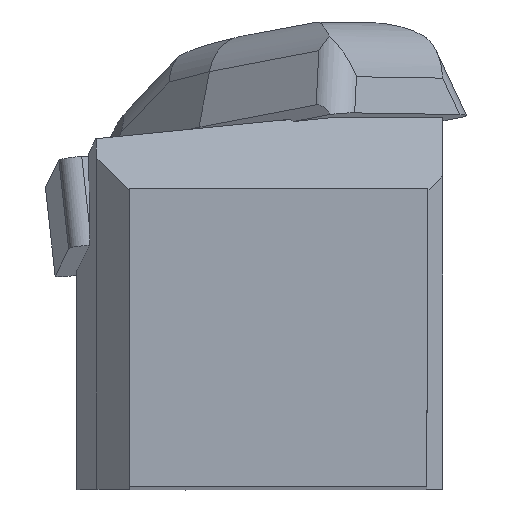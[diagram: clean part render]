
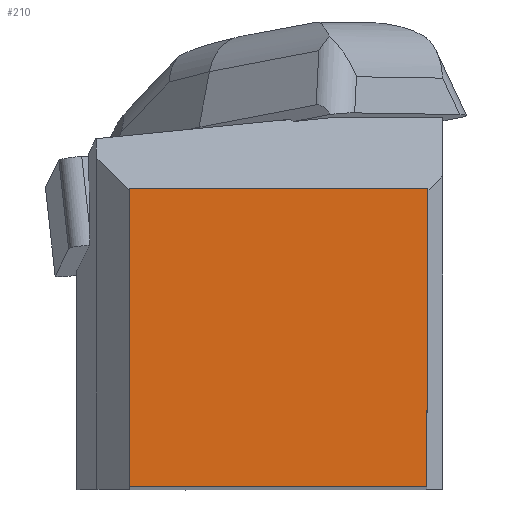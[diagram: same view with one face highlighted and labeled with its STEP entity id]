
A CAD part, top view. The second image highlights one B-rep face of the part: STEP entity #210.
In plain terms, the highlighted planar face has unit normal (0, 0, 1).
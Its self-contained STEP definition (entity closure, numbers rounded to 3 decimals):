
#147=FACE_OUTER_BOUND('',#603,.T.);
#210=ADVANCED_FACE('BLANK_BOXF006',(#147),#268,.F.);
#268=PLANE('',#1396);
#354=LINE('',#1962,#488);
#355=LINE('',#1965,#489);
#356=LINE('',#1967,#490);
#357=LINE('',#1969,#491);
#488=VECTOR('',#1590,1.);
#489=VECTOR('',#1591,1.);
#490=VECTOR('',#1592,1.);
#491=VECTOR('',#1593,1.);
#603=EDGE_LOOP('',(#747,#748,#749,#750));
#747=ORIENTED_EDGE('',*,*,#1174,.F.);
#748=ORIENTED_EDGE('',*,*,#1175,.F.);
#749=ORIENTED_EDGE('',*,*,#1176,.F.);
#750=ORIENTED_EDGE('',*,*,#1177,.F.);
#1046=VERTEX_POINT('',#1963);
#1047=VERTEX_POINT('',#1964);
#1048=VERTEX_POINT('',#1966);
#1049=VERTEX_POINT('',#1968);
#1174=EDGE_CURVE('',#1046,#1047,#354,.T.);
#1175=EDGE_CURVE('',#1048,#1046,#355,.T.);
#1176=EDGE_CURVE('',#1049,#1048,#356,.T.);
#1177=EDGE_CURVE('',#1047,#1049,#357,.T.);
#1396=AXIS2_PLACEMENT_3D('',#1970,#1594,#1595);
#1590=DIRECTION('',(0.,1.,0.));
#1591=DIRECTION('',(-1.,0.,0.));
#1592=DIRECTION('',(-0.004,-1.,0.));
#1593=DIRECTION('',(1.,0.,0.));
#1594=DIRECTION('',(0.,0.,-1.));
#1595=DIRECTION('',(-1.,0.,0.));
#1962=CARTESIAN_POINT('',(-15.875,-117.35,0.));
#1963=CARTESIAN_POINT('',(-15.875,0.,0.));
#1964=CARTESIAN_POINT('',(-15.875,15.875,0.));
#1965=CARTESIAN_POINT('',(117.35,0.,0.));
#1966=CARTESIAN_POINT('',(-0.069,0.,0.));
#1967=CARTESIAN_POINT('',(0.443,117.349,0.));
#1968=CARTESIAN_POINT('',(0.,15.875,0.));
#1969=CARTESIAN_POINT('',(-117.35,15.875,0.));
#1970=CARTESIAN_POINT('',(-36.35,-5.,0.));
